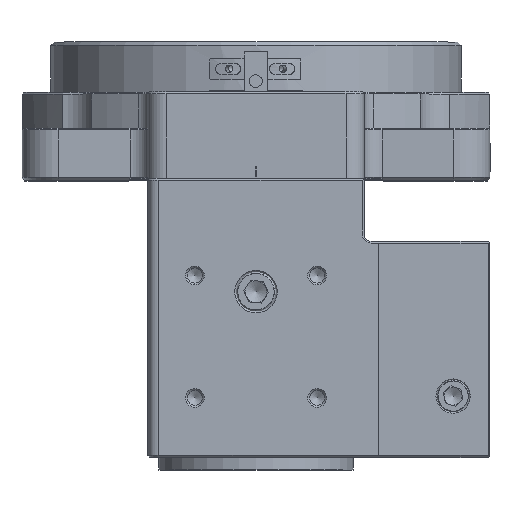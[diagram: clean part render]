
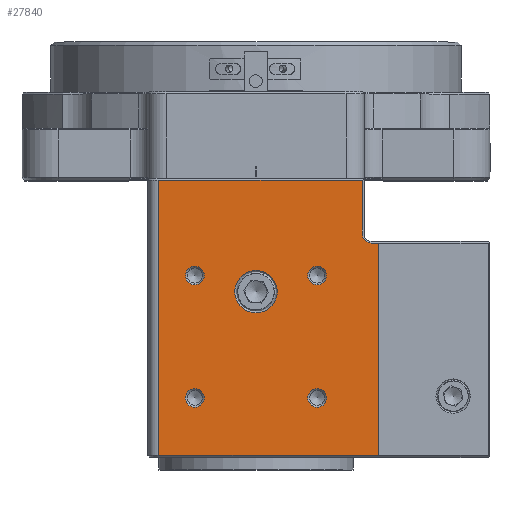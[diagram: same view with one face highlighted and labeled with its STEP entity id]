
A CAD part, top view. The second image highlights one B-rep face of the part: STEP entity #27840.
In plain terms, the highlighted planar face has unit normal (0, 0, 1).
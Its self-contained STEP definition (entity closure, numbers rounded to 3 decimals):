
#34 = VECTOR ( 'NONE', #7588, 1000. ) ;
#222 = EDGE_CURVE ( 'NONE', #23503, #19293, #6920, .T. ) ;
#258 = CARTESIAN_POINT ( 'NONE',  ( 17., -27., 98. ) ) ;
#270 = DIRECTION ( 'NONE',  ( 0., 0., -1. ) ) ;
#311 = DIRECTION ( 'NONE',  ( -1., 0., 0. ) ) ;
#743 = EDGE_LOOP ( 'NONE', ( #19201 ) ) ;
#1233 = EDGE_CURVE ( 'NONE', #5751, #17854, #33570, .T. ) ;
#1739 = CIRCLE ( 'NONE', #22830, 5.9 ) ;
#2656 = CARTESIAN_POINT ( 'NONE',  ( 34., -77., 98. ) ) ;
#3599 = CIRCLE ( 'NONE', #24607, 2.6 ) ;
#4069 = VERTEX_POINT ( 'NONE', #34655 ) ;
#4488 = CARTESIAN_POINT ( 'NONE',  ( -5.9, -31.5, 98. ) ) ;
#4493 = VERTEX_POINT ( 'NONE', #4488 ) ;
#4663 = AXIS2_PLACEMENT_3D ( 'NONE', #258, #270, #311 ) ;
#4821 = CARTESIAN_POINT ( 'NONE',  ( 14.4, -27., 98. ) ) ;
#4827 = VERTEX_POINT ( 'NONE', #4821 ) ;
#5751 = VERTEX_POINT ( 'NONE', #16068 ) ;
#5763 = EDGE_CURVE ( 'NONE', #17745, #19293, #15961, .T. ) ;
#6432 = EDGE_CURVE ( 'NONE', #20432, #20432, #3599, .T. ) ;
#6883 = DIRECTION ( 'NONE',  ( 0., -1., 0. ) ) ;
#6890 = CARTESIAN_POINT ( 'NONE',  ( 34., -15., 98. ) ) ;
#6920 = LINE ( 'NONE', #6890, #28267 ) ;
#7588 = DIRECTION ( 'NONE',  ( 0., -1., 0. ) ) ;
#7626 = CARTESIAN_POINT ( 'NONE',  ( -27., -15., 98. ) ) ;
#7632 = LINE ( 'NONE', #7626, #34 ) ;
#7681 = VECTOR ( 'NONE', #33531, 1000. ) ;
#7818 = EDGE_LOOP ( 'NONE', ( #19024 ) ) ;
#8225 = DIRECTION ( 'NONE',  ( -1., 0., 0. ) ) ;
#8262 = DIRECTION ( 'NONE',  ( 0., 0., -1. ) ) ;
#8268 = CARTESIAN_POINT ( 'NONE',  ( -17., -61., 98. ) ) ;
#9432 = EDGE_CURVE ( 'NONE', #18546, #18546, #30110, .T. ) ;
#9457 = DIRECTION ( 'NONE',  ( -1., 0., 0. ) ) ;
#9464 = DIRECTION ( 'NONE',  ( 0., 0., -1. ) ) ;
#9494 = CARTESIAN_POINT ( 'NONE',  ( -17., -27., 98. ) ) ;
#10580 = EDGE_CURVE ( 'NONE', #18052, #18052, #29143, .T. ) ;
#12445 = EDGE_CURVE ( 'NONE', #17854, #17745, #7632, .T. ) ;
#13137 = EDGE_CURVE ( 'NONE', #23503, #31823, #36056, .T. ) ;
#13260 = AXIS2_PLACEMENT_3D ( 'NONE', #30371, #30351, #30315 ) ;
#13963 = CARTESIAN_POINT ( 'NONE',  ( 0., -31.5, 98. ) ) ;
#13997 = DIRECTION ( 'NONE',  ( 0., 0., -1. ) ) ;
#14004 = DIRECTION ( 'NONE',  ( -1., 0., 0. ) ) ;
#14100 = AXIS2_PLACEMENT_3D ( 'NONE', #27945, #27941, #27905 ) ;
#14664 = EDGE_CURVE ( 'NONE', #4069, #5751, #19735, .T. ) ;
#15502 = EDGE_LOOP ( 'NONE', ( #18963 ) ) ;
#15947 = DIRECTION ( 'NONE',  ( 1., 0., 0. ) ) ;
#15954 = CARTESIAN_POINT ( 'NONE',  ( -27., -77., 98. ) ) ;
#15961 = LINE ( 'NONE', #15954, #17026 ) ;
#16068 = CARTESIAN_POINT ( 'NONE',  ( 29.5, -0.5, 98. ) ) ;
#16547 = EDGE_CURVE ( 'NONE', #36096, #4069, #34267, .T. ) ;
#17026 = VECTOR ( 'NONE', #15947, 1000. ) ;
#17745 = VERTEX_POINT ( 'NONE', #21461 ) ;
#17854 = VERTEX_POINT ( 'NONE', #20015 ) ;
#18038 = CARTESIAN_POINT ( 'NONE',  ( 14.4, -61., 98. ) ) ;
#18052 = VERTEX_POINT ( 'NONE', #18038 ) ;
#18062 = ORIENTED_EDGE ( 'NONE', *, *, #34712, .T. ) ;
#18257 = ORIENTED_EDGE ( 'NONE', *, *, #222, .F. ) ;
#18333 = ORIENTED_EDGE ( 'NONE', *, *, #13137, .T. ) ;
#18465 = ORIENTED_EDGE ( 'NONE', *, *, #36352, .T. ) ;
#18514 = CARTESIAN_POINT ( 'NONE',  ( -19.6, -61., 98. ) ) ;
#18546 = VERTEX_POINT ( 'NONE', #18514 ) ;
#18548 = ORIENTED_EDGE ( 'NONE', *, *, #16547, .T. ) ;
#18600 = ORIENTED_EDGE ( 'NONE', *, *, #14664, .T. ) ;
#18644 = ORIENTED_EDGE ( 'NONE', *, *, #1233, .T. ) ;
#18682 = ORIENTED_EDGE ( 'NONE', *, *, #12445, .T. ) ;
#18831 = ORIENTED_EDGE ( 'NONE', *, *, #5763, .T. ) ;
#18913 = ORIENTED_EDGE ( 'NONE', *, *, #6432, .T. ) ;
#18963 = ORIENTED_EDGE ( 'NONE', *, *, #9432, .T. ) ;
#18995 = CARTESIAN_POINT ( 'NONE',  ( 32., -18., 98. ) ) ;
#19024 = ORIENTED_EDGE ( 'NONE', *, *, #10580, .T. ) ;
#19201 = ORIENTED_EDGE ( 'NONE', *, *, #33427, .T. ) ;
#19293 = VERTEX_POINT ( 'NONE', #2656 ) ;
#19684 = DIRECTION ( 'NONE',  ( 0., 1., 0. ) ) ;
#19702 = CARTESIAN_POINT ( 'NONE',  ( 29.5, -15., 98. ) ) ;
#19735 = LINE ( 'NONE', #19702, #22629 ) ;
#20015 = CARTESIAN_POINT ( 'NONE',  ( -27., -0.5, 98. ) ) ;
#20425 = CARTESIAN_POINT ( 'NONE',  ( -19.6, -27., 98. ) ) ;
#20432 = VERTEX_POINT ( 'NONE', #20425 ) ;
#21007 = CIRCLE ( 'NONE', #4663, 2.6 ) ;
#21304 = VECTOR ( 'NONE', #34187, 1000. ) ;
#21461 = CARTESIAN_POINT ( 'NONE',  ( -27., -77., 98. ) ) ;
#21763 = VECTOR ( 'NONE', #36039, 1000. ) ;
#22629 = VECTOR ( 'NONE', #19684, 1000. ) ;
#22830 = AXIS2_PLACEMENT_3D ( 'NONE', #13963, #13997, #14004 ) ;
#23264 = DIRECTION ( 'NONE',  ( -1., 0., 0. ) ) ;
#23300 = DIRECTION ( 'NONE',  ( 0., 0., -1. ) ) ;
#23303 = CARTESIAN_POINT ( 'NONE',  ( -27., -15., 98. ) ) ;
#23314 = PLANE ( 'NONE',  #29828 ) ;
#23340 = FACE_BOUND ( 'NONE', #743, .T. ) ;
#23354 = FACE_BOUND ( 'NONE', #7818, .T. ) ;
#23386 = FACE_BOUND ( 'NONE', #15502, .T. ) ;
#23393 = FACE_BOUND ( 'NONE', #24651, .T. ) ;
#23434 = FACE_OUTER_BOUND ( 'NONE', #30547, .T. ) ;
#23437 = FACE_BOUND ( 'NONE', #34300, .T. ) ;
#23503 = VERTEX_POINT ( 'NONE', #29662 ) ;
#24607 = AXIS2_PLACEMENT_3D ( 'NONE', #9494, #9464, #9457 ) ;
#24651 = EDGE_LOOP ( 'NONE', ( #18913 ) ) ;
#27840 = ADVANCED_FACE ( 'NONE', ( #23437, #23434, #23393, #23386, #23354, #23340 ), #23314, .F. ) ;
#27905 = DIRECTION ( 'NONE',  ( -1., 0., 0. ) ) ;
#27941 = DIRECTION ( 'NONE',  ( 0., 0., -1. ) ) ;
#27945 = CARTESIAN_POINT ( 'NONE',  ( 32., -15.5, 98. ) ) ;
#28267 = VECTOR ( 'NONE', #6883, 1000. ) ;
#29143 = CIRCLE ( 'NONE', #13260, 2.6 ) ;
#29662 = CARTESIAN_POINT ( 'NONE',  ( 34., -18., 98. ) ) ;
#29828 = AXIS2_PLACEMENT_3D ( 'NONE', #23303, #23300, #23264 ) ;
#29938 = CIRCLE ( 'NONE', #14100, 2.5 ) ;
#30110 = CIRCLE ( 'NONE', #34701, 2.6 ) ;
#30315 = DIRECTION ( 'NONE',  ( -1., 0., 0. ) ) ;
#30351 = DIRECTION ( 'NONE',  ( 0., 0., -1. ) ) ;
#30371 = CARTESIAN_POINT ( 'NONE',  ( 17., -61., 98. ) ) ;
#30547 = EDGE_LOOP ( 'NONE', ( #18257, #18333, #18465, #18548, #18600, #18644, #18682, #18831 ) ) ;
#30762 = CARTESIAN_POINT ( 'NONE',  ( 29.5, -15.5, 98. ) ) ;
#31823 = VERTEX_POINT ( 'NONE', #18995 ) ;
#33427 = EDGE_CURVE ( 'NONE', #4827, #4827, #21007, .T. ) ;
#33531 = DIRECTION ( 'NONE',  ( -1., 0., 0. ) ) ;
#33535 = CARTESIAN_POINT ( 'NONE',  ( -27., -0.5, 98. ) ) ;
#33570 = LINE ( 'NONE', #33535, #7681 ) ;
#34187 = DIRECTION ( 'NONE',  ( 0., 1., 0. ) ) ;
#34225 = CARTESIAN_POINT ( 'NONE',  ( 29.5, -15., 98. ) ) ;
#34267 = LINE ( 'NONE', #34225, #21304 ) ;
#34300 = EDGE_LOOP ( 'NONE', ( #18062 ) ) ;
#34655 = CARTESIAN_POINT ( 'NONE',  ( 29.5, -10.101, 98. ) ) ;
#34701 = AXIS2_PLACEMENT_3D ( 'NONE', #8268, #8262, #8225 ) ;
#34712 = EDGE_CURVE ( 'NONE', #4493, #4493, #1739, .T. ) ;
#36039 = DIRECTION ( 'NONE',  ( -1., 0., 0. ) ) ;
#36047 = CARTESIAN_POINT ( 'NONE',  ( -27., -18., 98. ) ) ;
#36056 = LINE ( 'NONE', #36047, #21763 ) ;
#36096 = VERTEX_POINT ( 'NONE', #30762 ) ;
#36352 = EDGE_CURVE ( 'NONE', #31823, #36096, #29938, .T. ) ;
